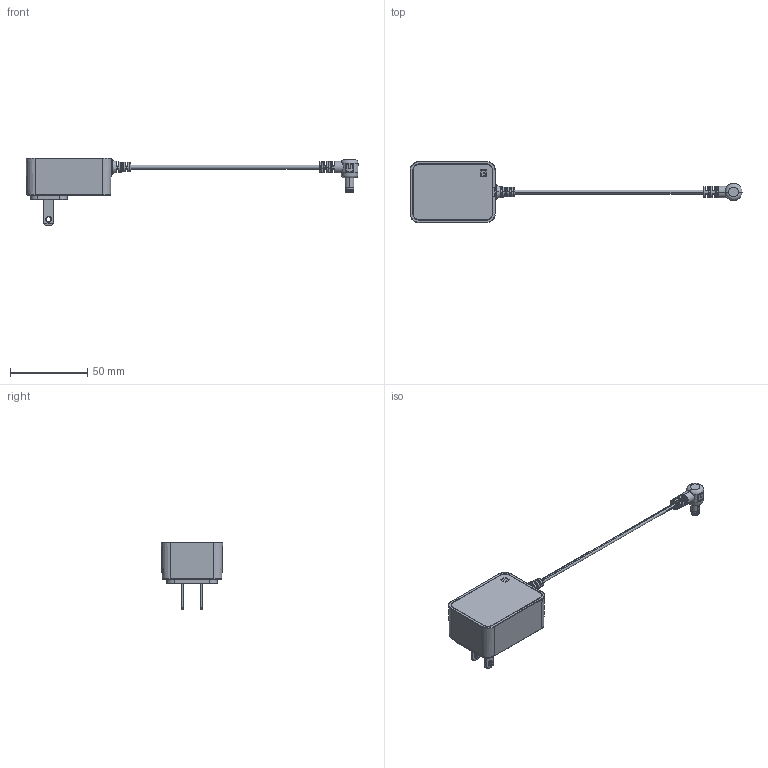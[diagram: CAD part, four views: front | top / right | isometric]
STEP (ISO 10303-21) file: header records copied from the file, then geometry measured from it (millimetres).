
FILE_DESCRIPTION (( 'STEP AP203' ), '1' );
FILE_NAME ('16-00083.STEP', '2019-08-13T21:04:26', ( '' ), ( '' ), 'SwSTEP 2.0', 'SolidWorks 2015', '' );
FILE_SCHEMA (( 'CONFIG_CONTROL_DESIGN' ));
Length unit declared in the file: millimetre
Products named in the file (14): 50-00129; Nema 1-15 plug; 50-00129 shell; 26-00003_bottom; UL_1-15 pin; 30-00344_power supply; 26-00003; 10-03174; 16-00083; 24-00006; 26-00003_top; 50-00129 contact; 50-00129 insulator; 24-00279
Assembly tree (14 placements, depth 4):
  16-00083
    26-00003
      26-00003_bottom
      26-00003_top
    10-03174
      30-00344_power supply
      24-00279
      24-00006
      50-00129
        50-00129 contact
        50-00129 insulator
        50-00129 shell
    Nema 1-15 plug
      UL_1-15 pin  x2
Bounding box: 215.47 x 39.98 x 44 mm (x, y, z)
Volume: 20413.1 mm3; surface area: 27879.4 mm2
Topology: 93 solids, 93 shells, 1104 faces, 2463 edges, 1597 vertices
Faces by surface type: plane 583, cylinder 301, bspline 142, cone 42, torus 36
Entity records: 37234 total; most frequent: CARTESIAN_POINT 12300, ORIENTED_EDGE 4798, DIRECTION 4752, EDGE_CURVE 2399, AXIS2_PLACEMENT_3D 1761, VERTEX_POINT 1557, VECTOR 1230, LINE 1230
